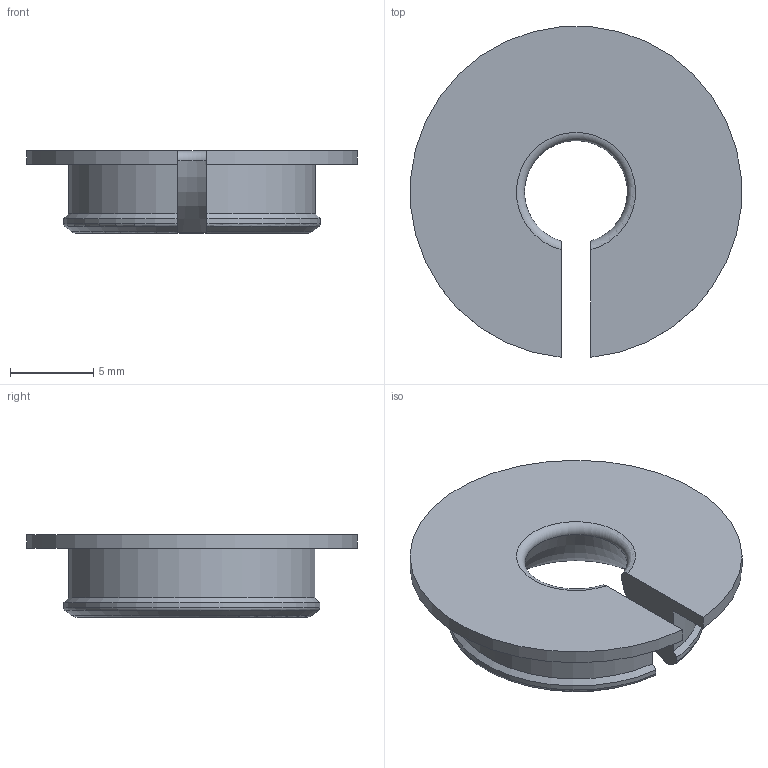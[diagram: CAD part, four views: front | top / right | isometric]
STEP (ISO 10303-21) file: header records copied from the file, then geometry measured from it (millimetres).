
FILE_DESCRIPTION(/* description */ (''),/* implementation_level */ '2;1');
FILE_NAME(/* name */ 'Bedhole_Plug.stp',/* time_stamp */ '2021-08-31T12:26:49+02:00',/* author */ ('Rama'),/* organization */ (''),/* preprocessor_version */ 'ST-DEVELOPER v18.1',/* originating_system */ 'Autodesk Inventor 2021',/* authorisation */ '');
FILE_SCHEMA (('AUTOMOTIVE_DESIGN { 1 0 10303 214 3 1 1 }'));
Length unit declared in the file: millimetre
Products named in the file (1): Buttomplate_BedholePlug
Bounding box: 19.93 x 19.92 x 4.96 mm (x, y, z)
Volume: 660.1 mm3; surface area: 880.8 mm2
Topology: 1 solids, 1 shells, 13 faces, 33 edges, 22 vertices
Faces by surface type: torus 4, plane 4, cylinder 3, cone 2
Entity records: 495 total; most frequent: CARTESIAN_POINT 153, ORIENTED_EDGE 66, DIRECTION 60, EDGE_CURVE 33, AXIS2_PLACEMENT_3D 25, VERTEX_POINT 22, FACE_OUTER_BOUND 13, EDGE_LOOP 13
